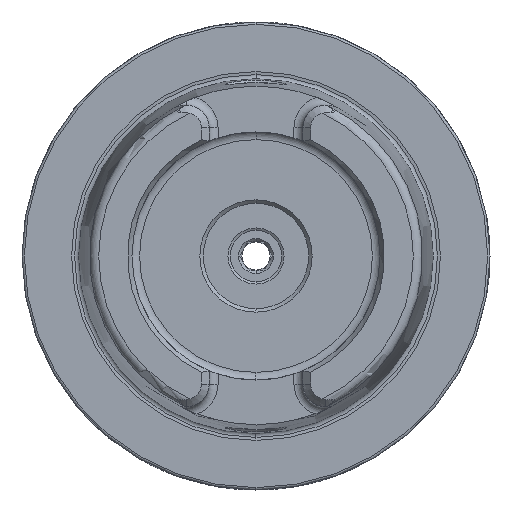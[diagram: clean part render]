
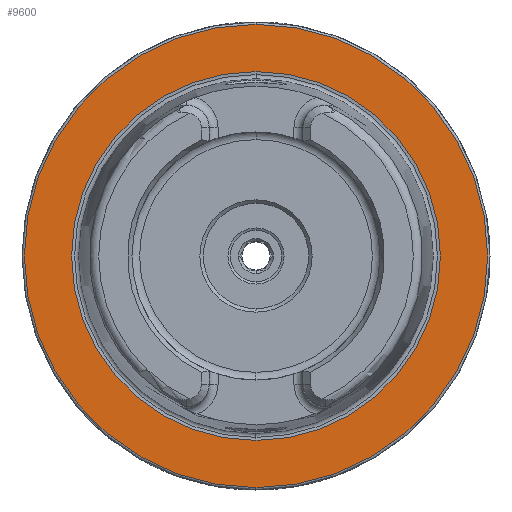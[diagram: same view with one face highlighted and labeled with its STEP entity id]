
A CAD part, left-side view. The second image highlights one B-rep face of the part: STEP entity #9600.
In plain terms, the highlighted planar face has unit normal (-1, 0, 0).
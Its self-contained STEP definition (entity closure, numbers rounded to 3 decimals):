
#227 = AXIS2_PLACEMENT_3D ( 'NONE', #8299, #8297, #8288 ) ;
#264 = CARTESIAN_POINT ( 'NONE',  ( 0., 0., -39.405 ) ) ;
#614 = AXIS2_PLACEMENT_3D ( 'NONE', #8587, #8573, #8572 ) ;
#1079 = CIRCLE ( 'NONE', #9182, 39.405 ) ;
#2393 = EDGE_CURVE ( 'NONE', #8106, #9139, #1079, .T. ) ;
#2501 = CARTESIAN_POINT ( 'NONE',  ( 0., 0., 39.405 ) ) ;
#3086 = VERTEX_POINT ( 'NONE', #7105 ) ;
#3246 = CIRCLE ( 'NONE', #227, 39.405 ) ;
#3398 = CIRCLE ( 'NONE', #614, 49.5 ) ;
#4154 = EDGE_CURVE ( 'NONE', #3086, #4843, #8698, .T. ) ;
#4843 = VERTEX_POINT ( 'NONE', #9570 ) ;
#5704 = AXIS2_PLACEMENT_3D ( 'NONE', #7433, #7444, #7398 ) ;
#6868 = EDGE_CURVE ( 'NONE', #4843, #3086, #3398, .T. ) ;
#6962 = EDGE_CURVE ( 'NONE', #9139, #8106, #3246, .T. ) ;
#7105 = CARTESIAN_POINT ( 'NONE',  ( 0., 0., 49.5 ) ) ;
#7398 = DIRECTION ( 'NONE',  ( 0., 0., 1. ) ) ;
#7433 = CARTESIAN_POINT ( 'NONE',  ( 0., 0., 0. ) ) ;
#7444 = DIRECTION ( 'NONE',  ( -1., 0., 0. ) ) ;
#7464 = AXIS2_PLACEMENT_3D ( 'NONE', #8584, #8736, #8439 ) ;
#7958 = ORIENTED_EDGE ( 'NONE', *, *, #6962, .F. ) ;
#8023 = ORIENTED_EDGE ( 'NONE', *, *, #2393, .F. ) ;
#8083 = ORIENTED_EDGE ( 'NONE', *, *, #4154, .T. ) ;
#8094 = ORIENTED_EDGE ( 'NONE', *, *, #6868, .T. ) ;
#8106 = VERTEX_POINT ( 'NONE', #264 ) ;
#8212 = EDGE_LOOP ( 'NONE', ( #7958, #8023 ) ) ;
#8226 = EDGE_LOOP ( 'NONE', ( #8083, #8094 ) ) ;
#8288 = DIRECTION ( 'NONE',  ( 0., 0., 1. ) ) ;
#8297 = DIRECTION ( 'NONE',  ( -1., 0., 0. ) ) ;
#8299 = CARTESIAN_POINT ( 'NONE',  ( 0., 0., 0. ) ) ;
#8439 = DIRECTION ( 'NONE',  ( 0., 0., -1. ) ) ;
#8471 = FACE_OUTER_BOUND ( 'NONE', #8226, .T. ) ;
#8477 = PLANE ( 'NONE',  #7464 ) ;
#8572 = DIRECTION ( 'NONE',  ( 0., 0., 1. ) ) ;
#8573 = DIRECTION ( 'NONE',  ( -1., 0., 0. ) ) ;
#8584 = CARTESIAN_POINT ( 'NONE',  ( 0., 49.5, 0. ) ) ;
#8587 = CARTESIAN_POINT ( 'NONE',  ( 0., 0., 0. ) ) ;
#8620 = FACE_BOUND ( 'NONE', #8212, .T. ) ;
#8698 = CIRCLE ( 'NONE', #5704, 49.5 ) ;
#8736 = DIRECTION ( 'NONE',  ( 1., 0., 0. ) ) ;
#9139 = VERTEX_POINT ( 'NONE', #2501 ) ;
#9182 = AXIS2_PLACEMENT_3D ( 'NONE', #10882, #10872, #10870 ) ;
#9570 = CARTESIAN_POINT ( 'NONE',  ( 0., 0., -49.5 ) ) ;
#9600 = ADVANCED_FACE ( 'NONE', ( #8620, #8471 ), #8477, .F. ) ;
#10870 = DIRECTION ( 'NONE',  ( 0., 0., 1. ) ) ;
#10872 = DIRECTION ( 'NONE',  ( -1., 0., 0. ) ) ;
#10882 = CARTESIAN_POINT ( 'NONE',  ( 0., 0., 0. ) ) ;
